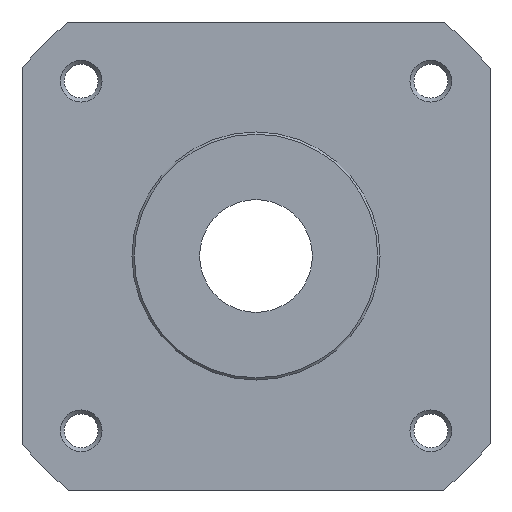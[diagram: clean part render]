
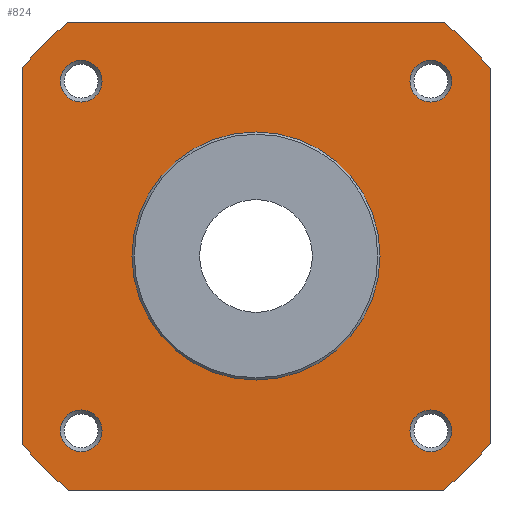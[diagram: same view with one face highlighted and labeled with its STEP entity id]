
A CAD part, front view. The second image highlights one B-rep face of the part: STEP entity #824.
In plain terms, the highlighted planar face has unit normal (0, -1, 0).
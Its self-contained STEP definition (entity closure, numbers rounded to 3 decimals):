
#46=LINE('',#1148,#78);
#54=LINE('',#1168,#86);
#61=LINE('',#1185,#93);
#68=LINE('',#1202,#100);
#78=VECTOR('',#965,1000.);
#86=VECTOR('',#981,1000.);
#93=VECTOR('',#996,1000.);
#100=VECTOR('',#1011,1000.);
#179=ORIENTED_EDGE('',*,*,#305,.T.);
#180=ORIENTED_EDGE('',*,*,#306,.T.);
#181=ORIENTED_EDGE('',*,*,#307,.T.);
#182=ORIENTED_EDGE('',*,*,#308,.T.);
#183=ORIENTED_EDGE('',*,*,#309,.T.);
#184=ORIENTED_EDGE('',*,*,#265,.F.);
#185=ORIENTED_EDGE('',*,*,#303,.F.);
#186=ORIENTED_EDGE('',*,*,#293,.F.);
#187=ORIENTED_EDGE('',*,*,#290,.F.);
#188=ORIENTED_EDGE('',*,*,#284,.F.);
#189=ORIENTED_EDGE('',*,*,#281,.F.);
#190=ORIENTED_EDGE('',*,*,#275,.F.);
#191=ORIENTED_EDGE('',*,*,#272,.F.);
#265=EDGE_CURVE('',#336,#337,#46,.T.);
#272=EDGE_CURVE('',#337,#342,#387,.T.);
#275=EDGE_CURVE('',#342,#344,#54,.T.);
#281=EDGE_CURVE('',#344,#348,#389,.T.);
#284=EDGE_CURVE('',#348,#350,#61,.T.);
#290=EDGE_CURVE('',#350,#354,#391,.T.);
#293=EDGE_CURVE('',#354,#356,#68,.T.);
#303=EDGE_CURVE('',#356,#336,#397,.T.);
#305=EDGE_CURVE('',#364,#364,#399,.T.);
#306=EDGE_CURVE('',#365,#365,#400,.T.);
#307=EDGE_CURVE('',#366,#366,#401,.T.);
#308=EDGE_CURVE('',#367,#367,#402,.T.);
#309=EDGE_CURVE('',#368,#368,#403,.T.);
#336=VERTEX_POINT('',#1149);
#337=VERTEX_POINT('',#1150);
#342=VERTEX_POINT('',#1163);
#344=VERTEX_POINT('',#1169);
#348=VERTEX_POINT('',#1180);
#350=VERTEX_POINT('',#1186);
#354=VERTEX_POINT('',#1197);
#356=VERTEX_POINT('',#1203);
#364=VERTEX_POINT('',#1229);
#365=VERTEX_POINT('',#1231);
#366=VERTEX_POINT('',#1233);
#367=VERTEX_POINT('',#1235);
#368=VERTEX_POINT('',#1237);
#387=CIRCLE('',#868,26.6);
#389=CIRCLE('',#872,26.6);
#391=CIRCLE('',#876,26.6);
#397=CIRCLE('',#888,26.6);
#399=CIRCLE('',#891,1.85);
#400=CIRCLE('',#892,1.85);
#401=CIRCLE('',#893,1.85);
#402=CIRCLE('',#894,1.85);
#403=CIRCLE('',#895,11.);
#439=EDGE_LOOP('',(#179));
#440=EDGE_LOOP('',(#180));
#441=EDGE_LOOP('',(#181));
#442=EDGE_LOOP('',(#182));
#443=EDGE_LOOP('',(#183));
#444=EDGE_LOOP('',(#184,#185,#186,#187,#188,#189,#190,#191));
#503=FACE_BOUND('',#439,.T.);
#504=FACE_BOUND('',#440,.T.);
#505=FACE_BOUND('',#441,.T.);
#506=FACE_BOUND('',#442,.T.);
#507=FACE_BOUND('',#443,.T.);
#508=FACE_BOUND('',#444,.T.);
#548=PLANE('',#890);
#824=ADVANCED_FACE('',(#503,#504,#505,#506,#507,#508),#548,.F.);
#868=AXIS2_PLACEMENT_3D('',#1162,#974,#975);
#872=AXIS2_PLACEMENT_3D('',#1179,#989,#990);
#876=AXIS2_PLACEMENT_3D('',#1196,#1004,#1005);
#888=AXIS2_PLACEMENT_3D('',#1225,#1035,#1036);
#890=AXIS2_PLACEMENT_3D('',#1227,#1039,#1040);
#891=AXIS2_PLACEMENT_3D('',#1228,#1041,#1042);
#892=AXIS2_PLACEMENT_3D('',#1230,#1043,#1044);
#893=AXIS2_PLACEMENT_3D('',#1232,#1045,#1046);
#894=AXIS2_PLACEMENT_3D('',#1234,#1047,#1048);
#895=AXIS2_PLACEMENT_3D('',#1236,#1049,#1050);
#965=DIRECTION('',(-1.,0.,0.));
#974=DIRECTION('',(0.,1.,0.));
#975=DIRECTION('',(1.,0.,0.));
#981=DIRECTION('',(0.,0.,1.));
#989=DIRECTION('',(0.,1.,0.));
#990=DIRECTION('',(1.,0.,0.));
#996=DIRECTION('',(1.,0.,0.));
#1004=DIRECTION('',(0.,1.,0.));
#1005=DIRECTION('',(1.,0.,0.));
#1011=DIRECTION('',(0.,0.,-1.));
#1035=DIRECTION('',(0.,1.,0.));
#1036=DIRECTION('',(1.,0.,0.));
#1039=DIRECTION('',(0.,1.,0.));
#1040=DIRECTION('',(0.,0.,1.));
#1041=DIRECTION('',(0.,1.,0.));
#1042=DIRECTION('',(0.,0.,1.));
#1043=DIRECTION('',(0.,1.,0.));
#1044=DIRECTION('',(0.,0.,1.));
#1045=DIRECTION('',(0.,1.,0.));
#1046=DIRECTION('',(0.,0.,1.));
#1047=DIRECTION('',(0.,1.,0.));
#1048=DIRECTION('',(0.,0.,1.));
#1049=DIRECTION('',(0.,1.,0.));
#1050=DIRECTION('',(0.,0.,1.));
#1148=CARTESIAN_POINT('',(-16.643,0.,-20.75));
#1149=CARTESIAN_POINT('',(16.643,0.,-20.75));
#1150=CARTESIAN_POINT('',(-16.643,0.,-20.75));
#1162=CARTESIAN_POINT('',(0.,0.,0.));
#1163=CARTESIAN_POINT('',(-20.75,0.,-16.643));
#1168=CARTESIAN_POINT('',(-20.75,0.,16.643));
#1169=CARTESIAN_POINT('',(-20.75,0.,16.643));
#1179=CARTESIAN_POINT('',(0.,0.,0.));
#1180=CARTESIAN_POINT('',(-16.643,0.,20.75));
#1185=CARTESIAN_POINT('',(16.643,0.,20.75));
#1186=CARTESIAN_POINT('',(16.643,0.,20.75));
#1196=CARTESIAN_POINT('',(0.,0.,0.));
#1197=CARTESIAN_POINT('',(20.75,0.,16.643));
#1202=CARTESIAN_POINT('',(20.75,0.,-16.643));
#1203=CARTESIAN_POINT('',(20.75,0.,-16.643));
#1225=CARTESIAN_POINT('',(0.,0.,0.));
#1227=CARTESIAN_POINT('',(0.,0.,0.));
#1228=CARTESIAN_POINT('',(-15.5,0.,-15.5));
#1229=CARTESIAN_POINT('',(-15.5,0.,-13.65));
#1230=CARTESIAN_POINT('',(-15.5,0.,15.5));
#1231=CARTESIAN_POINT('',(-15.5,0.,17.35));
#1232=CARTESIAN_POINT('',(15.5,0.,15.5));
#1233=CARTESIAN_POINT('',(15.5,0.,17.35));
#1234=CARTESIAN_POINT('',(15.5,0.,-15.5));
#1235=CARTESIAN_POINT('',(15.5,0.,-13.65));
#1236=CARTESIAN_POINT('',(0.,0.,0.));
#1237=CARTESIAN_POINT('',(0.,0.,11.));
